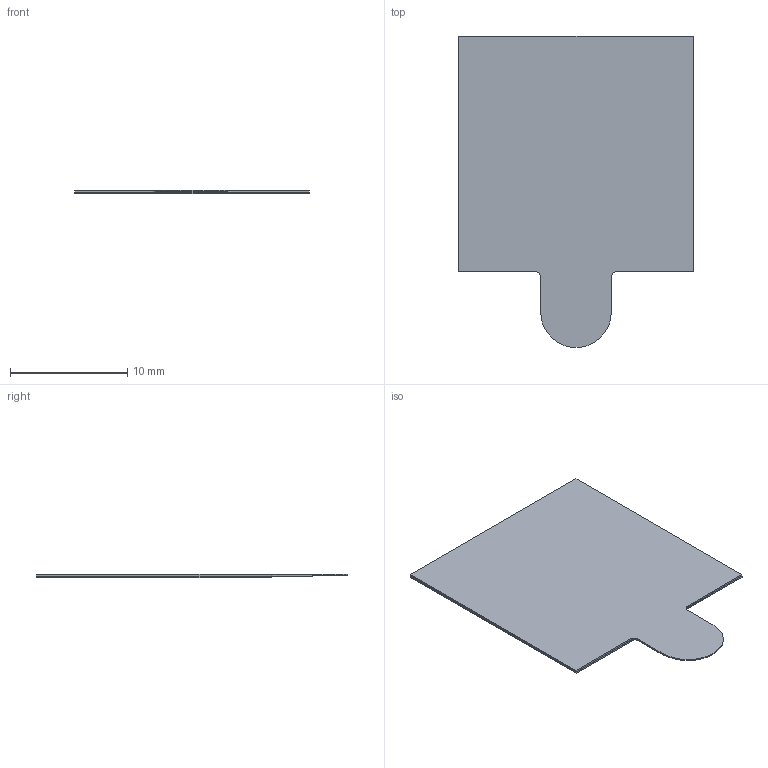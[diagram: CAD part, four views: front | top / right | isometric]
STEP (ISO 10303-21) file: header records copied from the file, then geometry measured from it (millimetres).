
FILE_DESCRIPTION (( 'STEP AP214' ), '1' );
FILE_NAME ('FXR.2020.B.dg_Web.STEP', '2024-05-27T07:48:40', ( '' ), ( '' ), 'SwSTEP 2.0', 'SolidWorks 2022', '' );
FILE_SCHEMA (( 'AUTOMOTIVE_DESIGN' ));
Length unit declared in the file: millimetre
Products named in the file (1): FXR.2020.B.dg_Web
Bounding box: 20 x 26.5 x 0.3 mm (x, y, z)
Volume: 125.1 mm3; surface area: 1697.7 mm2
Topology: 2 solids, 2 shells, 729 faces, 1990 edges, 1326 vertices
Faces by surface type: plane 462, bspline 264, cylinder 3
Entity records: 35280 total; most frequent: CARTESIAN_POINT 10558, ORIENTED_EDGE 3980, DIRECTION 2400, EDGE_CURVE 1990, LINE 1456, VECTOR 1456, VERTEX_POINT 1326, EDGE_LOOP 790
